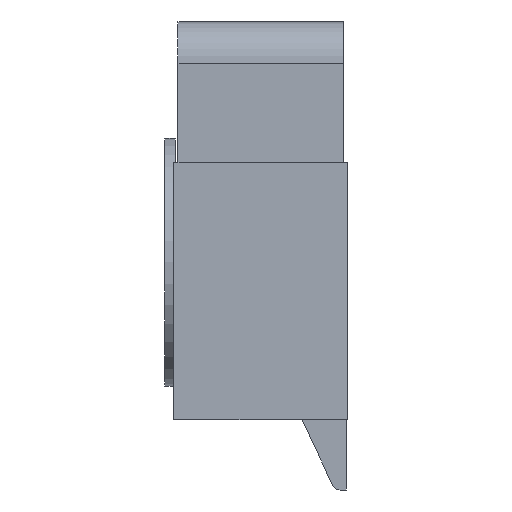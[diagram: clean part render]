
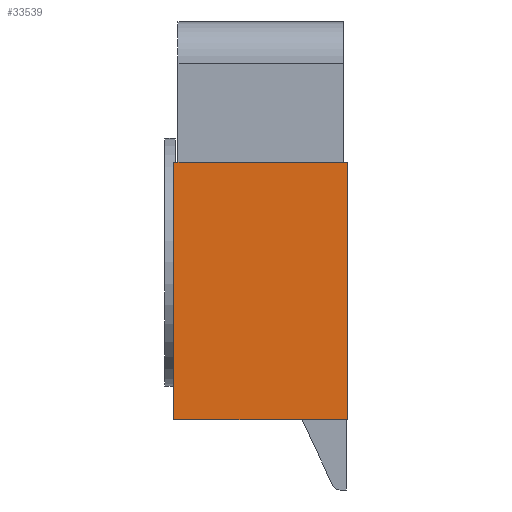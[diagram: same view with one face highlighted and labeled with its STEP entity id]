
A CAD part, left-side view. The second image highlights one B-rep face of the part: STEP entity #33539.
In plain terms, the highlighted planar face has unit normal (-1, 0, 0).
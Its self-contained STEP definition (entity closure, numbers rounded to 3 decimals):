
#1631=ORIENTED_EDGE('',*,*,#10129,.T.);
#1632=ORIENTED_EDGE('',*,*,#10123,.F.);
#1633=ORIENTED_EDGE('',*,*,#10119,.F.);
#1634=ORIENTED_EDGE('',*,*,#10130,.F.);
#1635=ORIENTED_EDGE('',*,*,#10131,.F.);
#1636=ORIENTED_EDGE('',*,*,#10126,.T.);
#10119=EDGE_CURVE('',#14287,#14278,#17354,.T.);
#10123=EDGE_CURVE('',#14278,#14289,#17358,.T.);
#10126=EDGE_CURVE('',#14292,#14291,#17361,.T.);
#10129=EDGE_CURVE('',#14291,#14289,#17364,.T.);
#10130=EDGE_CURVE('',#14294,#14287,#17365,.T.);
#10131=EDGE_CURVE('',#14292,#14294,#17366,.T.);
#14278=VERTEX_POINT('',#46070);
#14287=VERTEX_POINT('',#46103);
#14289=VERTEX_POINT('',#46112);
#14291=VERTEX_POINT('',#46117);
#14292=VERTEX_POINT('',#46119);
#14294=VERTEX_POINT('',#46126);
#17354=LINE('',#46104,#21453);
#17358=LINE('',#46111,#21457);
#17361=LINE('',#46118,#21460);
#17364=LINE('',#46124,#21463);
#17365=LINE('',#46125,#21464);
#17366=LINE('',#46127,#21465);
#21453=VECTOR('',#37963,1000.);
#21457=VECTOR('',#37971,1000.);
#21460=VECTOR('',#37976,1000.);
#21463=VECTOR('',#37981,1000.);
#21464=VECTOR('',#37982,1000.);
#21465=VECTOR('',#37983,1000.);
#24752=EDGE_LOOP('',(#1631,#1632,#1633,#1634,#1635,#1636));
#26211=FACE_BOUND('',#24752,.T.);
#27668=PLANE('',#35016);
#33539=ADVANCED_FACE('',(#26211),#27668,.F.);
#35016=AXIS2_PLACEMENT_3D('',#46123,#37979,#37980);
#37963=DIRECTION('',(0.,-1.,0.));
#37971=DIRECTION('',(0.,-1.,0.));
#37976=DIRECTION('',(0.,-1.,0.));
#37979=DIRECTION('',(1.,0.,0.));
#37980=DIRECTION('',(0.,0.,-1.));
#37981=DIRECTION('',(0.,0.,1.));
#37982=DIRECTION('',(0.,-1.,0.));
#37983=DIRECTION('',(0.,0.,1.));
#46070=CARTESIAN_POINT('',(-12.075,0.,-1.7));
#46103=CARTESIAN_POINT('',(-12.075,2.,-1.7));
#46104=CARTESIAN_POINT('',(-12.075,2.05,-1.7));
#46111=CARTESIAN_POINT('',(-12.075,2.05,-1.7));
#46112=CARTESIAN_POINT('',(-12.075,-0.05,-1.7));
#46117=CARTESIAN_POINT('',(-12.075,-0.05,-4.82));
#46118=CARTESIAN_POINT('',(-12.075,2.05,-4.82));
#46119=CARTESIAN_POINT('',(-12.075,2.05,-4.82));
#46123=CARTESIAN_POINT('',(-12.075,2.05,-4.82));
#46124=CARTESIAN_POINT('',(-12.075,-0.05,-4.82));
#46125=CARTESIAN_POINT('',(-12.075,2.05,-1.7));
#46126=CARTESIAN_POINT('',(-12.075,2.05,-1.7));
#46127=CARTESIAN_POINT('',(-12.075,2.05,-4.82));
